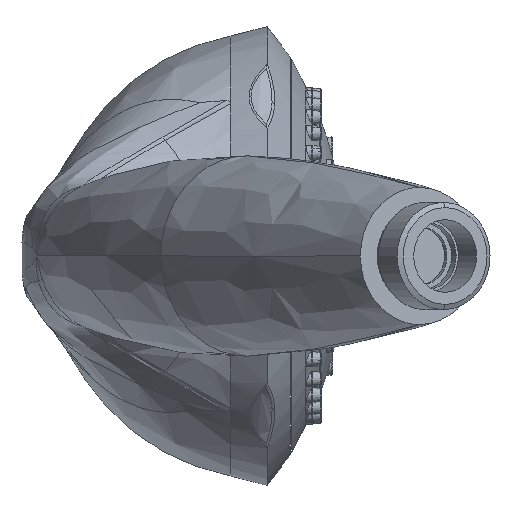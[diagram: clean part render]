
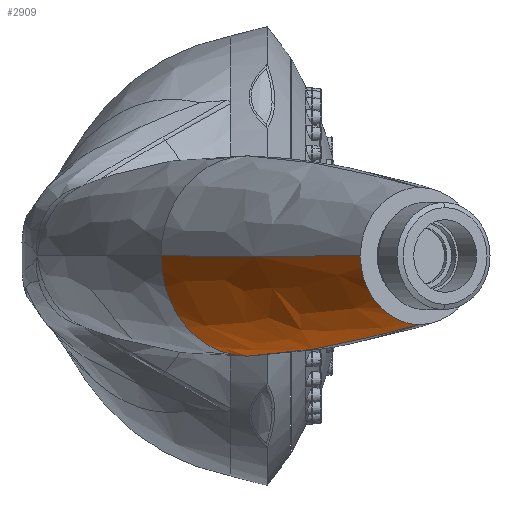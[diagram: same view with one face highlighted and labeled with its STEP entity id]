
A CAD part, left-side view. The second image highlights one B-rep face of the part: STEP entity #2909.
In plain terms, the highlighted free-form (B-spline) face has degree [3, 3] with [8, 7] control points.
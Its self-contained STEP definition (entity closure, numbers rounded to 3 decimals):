
#40=CARTESIAN_POINT('',(-196.125,-13.525,
0.));
#41=CARTESIAN_POINT('',(-196.125,-13.525,-1.156));
#42=CARTESIAN_POINT('',(-195.898,-13.918,-4.625));
#43=CARTESIAN_POINT('',(-194.404,-16.506,-9.808));
#44=CARTESIAN_POINT('',(-191.813,-20.995,-12.796));
#45=CARTESIAN_POINT('',(-190.078,-23.999,-13.25));
#46=CARTESIAN_POINT('',(-189.5,-25.,-13.25));
#70=CARTESIAN_POINT('',(-196.125,-13.525,
0.));
#71=CARTESIAN_POINT('',(-194.241,-11.917,
0.));
#72=CARTESIAN_POINT('',(-188.54,-7.15,
0.));
#73=CARTESIAN_POINT('',(-176.85,2.032,
0.));
#74=CARTESIAN_POINT('',(-162.683,12.042,
0.));
#75=CARTESIAN_POINT('',(-150.122,19.991,
0.));
#76=CARTESIAN_POINT('',(-143.724,23.772,0.));
#77=CARTESIAN_POINT('',(-141.579,25.011,0.));
#225=CARTESIAN_POINT('',(-141.579,25.011,0.));
#226=CARTESIAN_POINT('',(-141.579,25.011,-1.689));
#227=CARTESIAN_POINT('',(-141.247,24.436,-6.754));
#228=CARTESIAN_POINT('',(-139.066,20.658,-14.324));
#229=CARTESIAN_POINT('',(-135.281,14.103,-18.687));
#230=CARTESIAN_POINT('',(-132.748,9.715,-19.35));
#231=CARTESIAN_POINT('',(-131.904,8.253,-19.35));
#258=CARTESIAN_POINT('',(-131.904,8.253,-19.35));
#268=CARTESIAN_POINT('',(-189.5,-25.,
-13.25));
#278=CARTESIAN_POINT('',(-131.904,8.253,-19.35));
#279=CARTESIAN_POINT('',(-135.599,6.586,-19.309));
#280=CARTESIAN_POINT('',(-142.585,3.283,-19.091));
#281=CARTESIAN_POINT('',(-151.844,-1.423,
-18.505));
#282=CARTESIAN_POINT('',(-160.112,-5.89,
-17.755));
#283=CARTESIAN_POINT('',(-167.501,-10.111,
-16.905));
#284=CARTESIAN_POINT('',(-174.112,-14.105,
-16.));
#285=CARTESIAN_POINT('',(-180.006,-17.897,
-15.074));
#286=CARTESIAN_POINT('',(-185.207,-21.52,
-14.151));
#287=CARTESIAN_POINT('',(-188.162,-23.846,
-13.551));
#288=CARTESIAN_POINT('',(-189.5,-25.,
-13.25));
#1758=VERTEX_POINT('',#70);
#1759=VERTEX_POINT('',#77);
#1858=VERTEX_POINT('',#258);
#1859=VERTEX_POINT('',#268);
#2846=CARTESIAN_POINT('',(-196.626,-13.956,
0.207));
#2847=CARTESIAN_POINT('',(-196.637,-13.938,
-1.01));
#2848=CARTESIAN_POINT('',(-196.424,-14.31,
-4.53));
#2849=CARTESIAN_POINT('',(-194.926,-16.91,
-9.737));
#2850=CARTESIAN_POINT('',(-192.321,-21.426,
-12.731));
#2851=CARTESIAN_POINT('',(-190.56,-24.479,
-13.156));
#2852=CARTESIAN_POINT('',(-189.951,-25.535,
-13.133));
#2853=CARTESIAN_POINT('',(-194.579,-12.201,
0.213));
#2854=CARTESIAN_POINT('',(-194.584,-12.188,
-1.04));
#2855=CARTESIAN_POINT('',(-194.351,-12.583,
-4.664));
#2856=CARTESIAN_POINT('',(-192.798,-15.258,
-10.03));
#2857=CARTESIAN_POINT('',(-190.119,-19.885,
-13.144));
#2858=CARTESIAN_POINT('',(-188.308,-23.011,
-13.615));
#2859=CARTESIAN_POINT('',(-187.683,-24.092,
-13.605));
#2860=CARTESIAN_POINT('',(-188.715,-7.285,
0.229));
#2861=CARTESIAN_POINT('',(-188.708,-7.285,
-1.121));
#2862=CARTESIAN_POINT('',(-188.424,-7.741,
-5.027));
#2863=CARTESIAN_POINT('',(-186.726,-10.621,
-10.826));
#2864=CARTESIAN_POINT('',(-183.843,-15.553,
-14.256));
#2865=CARTESIAN_POINT('',(-181.9,-18.882,
-14.845));
#2866=CARTESIAN_POINT('',(-181.229,-20.032,
-14.867));
#2867=CARTESIAN_POINT('',(-176.855,2.037,
0.258));
#2868=CARTESIAN_POINT('',(-176.833,2.02,
-1.26));
#2869=CARTESIAN_POINT('',(-176.482,1.474,
-5.649));
#2870=CARTESIAN_POINT('',(-174.553,-1.763,
-12.185));
#2871=CARTESIAN_POINT('',(-171.323,-7.253,
-16.12));
#2872=CARTESIAN_POINT('',(-169.151,-10.951,
-16.87));
#2873=CARTESIAN_POINT('',(-168.401,-12.23,
-16.93));
#2874=CARTESIAN_POINT('',(-162.687,12.046,
0.283));
#2875=CARTESIAN_POINT('',(-162.667,12.031,
-1.381));
#2876=CARTESIAN_POINT('',(-162.294,11.436,
-6.194));
#2877=CARTESIAN_POINT('',(-160.193,7.882,
-13.356));
#2878=CARTESIAN_POINT('',(-156.657,1.844,
-17.652));
#2879=CARTESIAN_POINT('',(-154.279,-2.224,
-18.454));
#2880=CARTESIAN_POINT('',(-153.456,-3.631,
-18.511));
#2881=CARTESIAN_POINT('',(-149.935,20.112,
0.297));
#2882=CARTESIAN_POINT('',(-149.932,20.116,
-1.454));
#2883=CARTESIAN_POINT('',(-149.583,19.533,
-6.519));
#2884=CARTESIAN_POINT('',(-147.4,15.79,
-14.034));
#2885=CARTESIAN_POINT('',(-143.669,9.365,
-18.453));
#2886=CARTESIAN_POINT('',(-141.152,5.028,
-19.184));
#2887=CARTESIAN_POINT('',(-140.282,3.529,
-19.199));
#2888=CARTESIAN_POINT('',(-143.339,23.998,
0.303));
#2889=CARTESIAN_POINT('',(-143.35,24.017,
-1.48));
#2890=CARTESIAN_POINT('',(-143.024,23.458,
-6.637));
#2891=CARTESIAN_POINT('',(-140.82,19.649,
-14.271));
#2892=CARTESIAN_POINT('',(-137.009,13.056,
-18.692));
#2893=CARTESIAN_POINT('',(-134.434,8.601,
-19.351));
#2894=CARTESIAN_POINT('',(-133.544,7.061,
-19.333));
#2895=CARTESIAN_POINT('',(-140.998,25.342,
0.304));
#2896=CARTESIAN_POINT('',(-141.013,25.368,
-1.488));
#2897=CARTESIAN_POINT('',(-140.697,24.82,
-6.673));
#2898=CARTESIAN_POINT('',(-138.488,20.991,
-14.341));
#2899=CARTESIAN_POINT('',(-134.651,14.343,
-18.756));
#2900=CARTESIAN_POINT('',(-132.057,9.848,
-19.385));
#2901=CARTESIAN_POINT('',(-131.16,8.294,
-19.353));
#2902=B_SPLINE_SURFACE_WITH_KNOTS('',3,3,((#2846,#2847,#2848,#2849,#2850,#2851,
#2852),(#2853,#2854,#2855,#2856,#2857,#2858,#2859),(#2860,#2861,#2862,#2863,
#2864,#2865,#2866),(#2867,#2868,#2869,#2870,#2871,#2872,#2873),(#2874,#2875,
#2876,#2877,#2878,#2879,#2880),(#2881,#2882,#2883,#2884,#2885,#2886,#2887),(
#2888,#2889,#2890,#2891,#2892,#2893,#2894),(#2895,#2896,#2897,#2898,#2899,#2900,
#2901)),.UNSPECIFIED.,.F.,.F.,.F.,(4,1,1,1,1,4),(4,1,1,1,4),(-0.01,
0.111,0.333,0.667,0.889,
1.01),(-0.01,0.167,0.5,0.833,
1.01),.UNSPECIFIED.);
#2903=ORIENTED_EDGE('',*,*,#2834,.F.);
#2904=ORIENTED_EDGE('',*,*,#2494,.F.);
#2905=ORIENTED_EDGE('',*,*,#1994,.F.);
#2906=ORIENTED_EDGE('',*,*,#1917,.T.);
#2907=EDGE_LOOP('',(#2903,#2904,#2905,#2906));
#2908=FACE_OUTER_BOUND('',#2907,.F.);
#2909=ADVANCED_FACE('',(#2908),#2902,.T.);
#47=B_SPLINE_CURVE_WITH_KNOTS('',3,(#40,#41,#42,#43,#44,#45,#46),.UNSPECIFIED.,
.F.,.F.,(4,1,1,1,4),(0.,0.167,0.5,0.833,1.),
.UNSPECIFIED.);
#78=B_SPLINE_CURVE_WITH_KNOTS('',3,(#70,#71,#72,#73,#74,#75,#76,#77),
.UNSPECIFIED.,.F.,.F.,(4,1,1,1,1,4),(0.,0.111,0.333,
0.667,0.889,1.),.UNSPECIFIED.);
#232=B_SPLINE_CURVE_WITH_KNOTS('',3,(#225,#226,#227,#228,#229,#230,#231),
.UNSPECIFIED.,.F.,.F.,(4,1,1,1,4),(0.,0.167,0.5,
0.833,1.),.UNSPECIFIED.);
#289=B_SPLINE_CURVE_WITH_KNOTS('',3,(#278,#279,#280,#281,#282,#283,#284,#285,
#286,#287,#288),.UNSPECIFIED.,.F.,.F.,(4,1,1,1,1,1,1,1,4),(0.,0.125,0.25,
0.375,0.5,0.625,0.75,0.875,1.),.UNSPECIFIED.);
#1917=EDGE_CURVE('',#1758,#1859,#47,.T.);
#1994=EDGE_CURVE('',#1758,#1759,#78,.T.);
#2494=EDGE_CURVE('',#1759,#1858,#232,.T.);
#2834=EDGE_CURVE('',#1858,#1859,#289,.T.);
